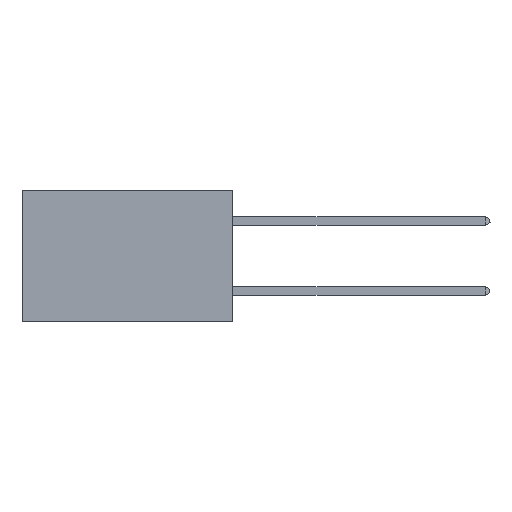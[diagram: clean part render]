
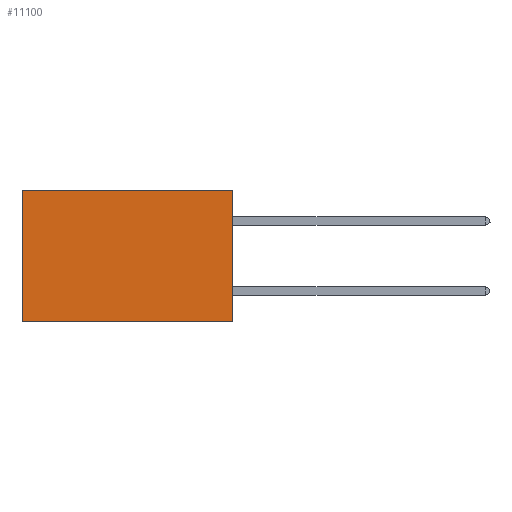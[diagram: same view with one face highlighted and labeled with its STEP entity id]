
A CAD part, left-side view. The second image highlights one B-rep face of the part: STEP entity #11100.
In plain terms, the highlighted planar face has unit normal (-1, 0, 0).
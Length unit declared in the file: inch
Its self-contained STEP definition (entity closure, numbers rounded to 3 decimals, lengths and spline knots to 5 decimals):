
#59 = CARTESIAN_POINT ( 'NONE',  ( 0.2875, 0.6, -0.375 ) ) ;
#738 = LINE ( 'NONE', #11176, #3196 ) ;
#1384 = CARTESIAN_POINT ( 'NONE',  ( 0.2875, 0., -0.375 ) ) ;
#1954 = PLANE ( 'NONE',  #6660 ) ;
#2163 = ORIENTED_EDGE ( 'NONE', *, *, #4500, .F. ) ;
#2245 = ORIENTED_EDGE ( 'NONE', *, *, #7120, .T. ) ;
#3137 = CARTESIAN_POINT ( 'NONE',  ( 0.2875, 0., 0. ) ) ;
#3196 = VECTOR ( 'NONE', #9077, 39.37008 ) ;
#3933 = CARTESIAN_POINT ( 'NONE',  ( 0.2875, 0., -0.375 ) ) ;
#4500 = EDGE_CURVE ( 'NONE', #12460, #5573, #9209, .T. ) ;
#5351 = CARTESIAN_POINT ( 'NONE',  ( 0.2875, 0.6, 0. ) ) ;
#5455 = VECTOR ( 'NONE', #7142, 39.37008 ) ;
#5573 = VERTEX_POINT ( 'NONE', #59 ) ;
#5752 = EDGE_LOOP ( 'NONE', ( #10987, #2163, #8951, #2245 ) ) ;
#6266 = LINE ( 'NONE', #1384, #9501 ) ;
#6453 = EDGE_CURVE ( 'NONE', #12188, #12460, #6266, .T. ) ;
#6660 = AXIS2_PLACEMENT_3D ( 'NONE', #3933, #12332, #6971 ) ;
#6917 = CARTESIAN_POINT ( 'NONE',  ( 0.2875, 0., -0.375 ) ) ;
#6971 = DIRECTION ( 'NONE',  ( 0., 0., -1. ) ) ;
#7120 = EDGE_CURVE ( 'NONE', #12188, #12184, #8164, .T. ) ;
#7142 = DIRECTION ( 'NONE',  ( 0., 1., 0. ) ) ;
#8164 = LINE ( 'NONE', #3137, #5455 ) ;
#8951 = ORIENTED_EDGE ( 'NONE', *, *, #6453, .F. ) ;
#9077 = DIRECTION ( 'NONE',  ( 0., 0., -1. ) ) ;
#9209 = LINE ( 'NONE', #13361, #13156 ) ;
#9501 = VECTOR ( 'NONE', #10530, 39.37008 ) ;
#10228 = DIRECTION ( 'NONE',  ( 0., 1., 0. ) ) ;
#10530 = DIRECTION ( 'NONE',  ( 0., 0., -1. ) ) ;
#10975 = EDGE_CURVE ( 'NONE', #12184, #5573, #738, .T. ) ;
#10987 = ORIENTED_EDGE ( 'NONE', *, *, #10975, .T. ) ;
#11100 = ADVANCED_FACE ( 'NONE', ( #11241 ), #1954, .F. ) ;
#11176 = CARTESIAN_POINT ( 'NONE',  ( 0.2875, 0.6, -0.375 ) ) ;
#11241 = FACE_OUTER_BOUND ( 'NONE', #5752, .T. ) ;
#12184 = VERTEX_POINT ( 'NONE', #5351 ) ;
#12188 = VERTEX_POINT ( 'NONE', #12826 ) ;
#12332 = DIRECTION ( 'NONE',  ( 1., 0., 0. ) ) ;
#12460 = VERTEX_POINT ( 'NONE', #6917 ) ;
#12826 = CARTESIAN_POINT ( 'NONE',  ( 0.2875, 0., 0. ) ) ;
#13156 = VECTOR ( 'NONE', #10228, 39.37008 ) ;
#13361 = CARTESIAN_POINT ( 'NONE',  ( 0.2875, 0., -0.375 ) ) ;
